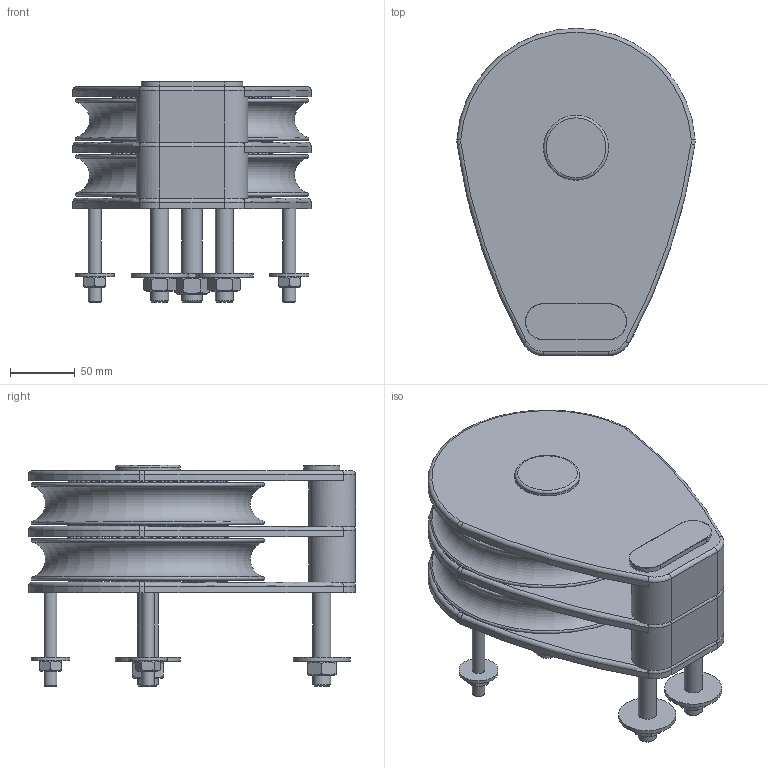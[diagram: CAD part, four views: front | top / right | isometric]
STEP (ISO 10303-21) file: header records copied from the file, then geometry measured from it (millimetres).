
FILE_DESCRIPTION(/* description */ (''),/* implementation_level */ '2;1');
FILE_NAME(/* name */ '832.184.stp',/* time_stamp */ '2017-02-14T16:01:46+01:00',/* author */ ('gianni'),/* organization */ (''),/* preprocessor_version */ 'ST-DEVELOPER v16.5',/* originating_system */ 'Autodesk Inventor 2017',/* authorisation */ '');
FILE_SCHEMA (('AUTOMOTIVE_DESIGN { 1 0 10303 214 3 1 1 }'));
Length unit declared in the file: millimetre
Products named in the file (1): 17021443
Bounding box: 183.64 x 252 x 170.5 mm (x, y, z)
Volume: 2543927.1 mm3; surface area: 396770.3 mm2
Topology: 1 solids, 1 shells, 420 faces, 636 edges, 484 vertices
Faces by surface type: sphere 236, plane 81, cylinder 51, torus 30, cone 22
Full cylindrical faces by diameter (mm): 10 x6, 14 x4, 16 x2, 30 x3, 44 x2, 49.75 x4, 50 x2
Entity records: 9421 total; most frequent: DIRECTION 1773, CARTESIAN_POINT 1627, ORIENTED_EDGE 1162, AXIS2_PLACEMENT_3D 843, EDGE_LOOP 742, EDGE_CURVE 581, VERTEX_POINT 481, CIRCLE 422
